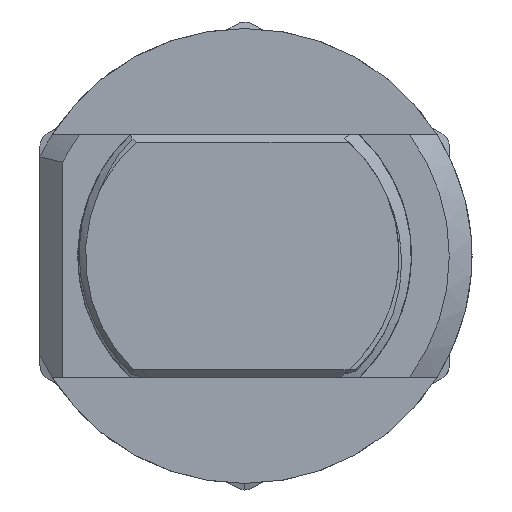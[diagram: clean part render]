
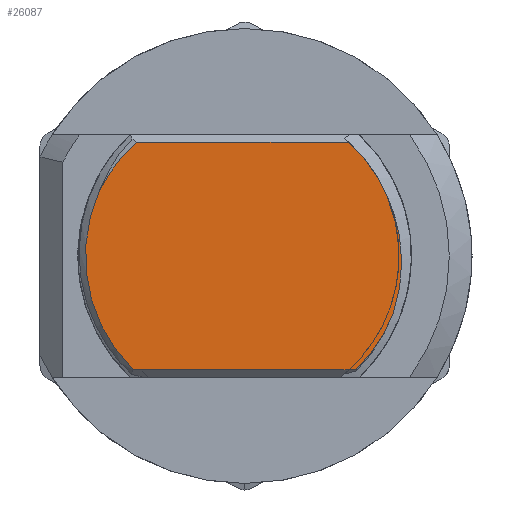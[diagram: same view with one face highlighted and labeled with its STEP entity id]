
A CAD part, left-side view. The second image highlights one B-rep face of the part: STEP entity #26087.
In plain terms, the highlighted planar face has unit normal (-1, 0, 0).
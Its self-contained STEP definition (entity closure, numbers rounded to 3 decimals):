
#53 = VECTOR ( 'NONE', #15255, 1000. ) ;
#1236 = CARTESIAN_POINT ( 'NONE',  ( -43., 11., 0. ) ) ;
#1399 = VERTEX_POINT ( 'NONE', #66353 ) ;
#1681 = CARTESIAN_POINT ( 'NONE',  ( -43., -9.271, 4.242 ) ) ;
#1724 = EDGE_LOOP ( 'NONE', ( #30111, #4029, #64081, #23805, #20157, #14958, #3306 ) ) ;
#3306 = ORIENTED_EDGE ( 'NONE', *, *, #72397, .T. ) ;
#3623 = CARTESIAN_POINT ( 'NONE',  ( -43., 7.348, -7.5 ) ) ;
#4029 = ORIENTED_EDGE ( 'NONE', *, *, #68801, .T. ) ;
#4286 = EDGE_CURVE ( 'NONE', #19761, #58397, #9630, .T. ) ;
#5997 = CARTESIAN_POINT ( 'NONE',  ( -43., -6.895, 7.5 ) ) ;
#9630 = LINE ( 'NONE', #60706, #53 ) ;
#13173 = CARTESIAN_POINT ( 'NONE',  ( -43., -10.297, 0.775 ) ) ;
#13551 = CARTESIAN_POINT ( 'NONE',  ( -43., -10.218, -2.14 ) ) ;
#13914 = CARTESIAN_POINT ( 'NONE',  ( -43., -10.009, -3.101 ) ) ;
#14051 = CARTESIAN_POINT ( 'NONE',  ( -43., -7.914, 6.427 ) ) ;
#14757 = VECTOR ( 'NONE', #68222, 1000. ) ;
#14958 = ORIENTED_EDGE ( 'NONE', *, *, #24953, .T. ) ;
#15255 = DIRECTION ( 'NONE',  ( 0., 1., 0. ) ) ;
#16812 = CARTESIAN_POINT ( 'NONE',  ( -43., 7.118, 7.5 ) ) ;
#17252 = CARTESIAN_POINT ( 'NONE',  ( -43., 9.574, 4.31 ) ) ;
#18501 = DIRECTION ( 'NONE',  ( 0., 0., 1. ) ) ;
#19396 = CARTESIAN_POINT ( 'NONE',  ( -43., 8.919, 5.48 ) ) ;
#19761 = VERTEX_POINT ( 'NONE', #5997 ) ;
#20157 = ORIENTED_EDGE ( 'NONE', *, *, #53113, .T. ) ;
#21306 = CARTESIAN_POINT ( 'NONE',  ( -43., -7.348, -7.5 ) ) ;
#21338 = B_SPLINE_CURVE_WITH_KNOTS ( 'NONE', 3,
 ( #16812, #39718, #59945, #19396, #31028, #70111 ),
 .UNSPECIFIED., .F., .F.,
 ( 4, 2, 4 ),
 ( 0., 0.002, 0.004 ),
 .UNSPECIFIED. ) ;
#21916 = CIRCLE ( 'NONE', #73488, 10.5 ) ;
#23412 = PLANE ( 'NONE',  #66470 ) ;
#23805 = ORIENTED_EDGE ( 'NONE', *, *, #4286, .T. ) ;
#24592 = CARTESIAN_POINT ( 'NONE',  ( -43., -6.895, 7.5 ) ) ;
#24953 = EDGE_CURVE ( 'NONE', #69337, #38124, #37676, .T. ) ;
#26087 = ADVANCED_FACE ( 'NONE', ( #67766 ), #23412, .T. ) ;
#28359 = VERTEX_POINT ( 'NONE', #21306 ) ;
#30015 = CARTESIAN_POINT ( 'NONE',  ( -43., 0., 0. ) ) ;
#30111 = ORIENTED_EDGE ( 'NONE', *, *, #50153, .T. ) ;
#30459 = CARTESIAN_POINT ( 'NONE',  ( -43., -9.413, 3.899 ) ) ;
#30592 = CARTESIAN_POINT ( 'NONE',  ( -43., -7.169, 7.249 ) ) ;
#30955 = CARTESIAN_POINT ( 'NONE',  ( -43., -7.428, 6.982 ) ) ;
#31028 = CARTESIAN_POINT ( 'NONE',  ( -43., 9.275, 4.91 ) ) ;
#36823 = CARTESIAN_POINT ( 'NONE',  ( -43., -10.138, 1.743 ) ) ;
#37191 = CARTESIAN_POINT ( 'NONE',  ( -43., -10.158, -2.463 ) ) ;
#37676 = CIRCLE ( 'NONE', #68888, 10.5 ) ;
#38124 = VERTEX_POINT ( 'NONE', #3623 ) ;
#39718 = CARTESIAN_POINT ( 'NONE',  ( -43., 7.629, 7.051 ) ) ;
#40449 = B_SPLINE_CURVE_WITH_KNOTS ( 'NONE', 3,
 ( #65007, #47344, #13914, #37191, #13551, #71017, #48829, #64622, #13173, #71384, #36823, #48463, #58998, #30459 ),
 .UNSPECIFIED., .F., .F.,
 ( 4, 2, 2, 2, 2, 2, 4 ),
 ( 0.004, 0.005, 0.006, 0.008, 0.009, 0.01, 0.012 ),
 .UNSPECIFIED. ) ;
#41848 = CARTESIAN_POINT ( 'NONE',  ( -43., -8.366, 5.849 ) ) ;
#42604 = CARTESIAN_POINT ( 'NONE',  ( -43., -9.413, 3.899 ) ) ;
#43583 = CARTESIAN_POINT ( 'NONE',  ( -43., 7.118, 7.5 ) ) ;
#47344 = CARTESIAN_POINT ( 'NONE',  ( -43., -9.921, -3.415 ) ) ;
#48463 = CARTESIAN_POINT ( 'NONE',  ( -43., -9.904, 2.689 ) ) ;
#48829 = CARTESIAN_POINT ( 'NONE',  ( -43., -10.378, -0.527 ) ) ;
#48966 = CARTESIAN_POINT ( 'NONE',  ( -43., -8.754, 5.224 ) ) ;
#49186 = CARTESIAN_POINT ( 'NONE',  ( -43., -9.413, 3.899 ) ) ;
#50153 = EDGE_CURVE ( 'NONE', #28359, #1399, #21916, .T. ) ;
#52065 = DIRECTION ( 'NONE',  ( -1., 0., 0. ) ) ;
#53113 = EDGE_CURVE ( 'NONE', #58397, #69337, #21338, .T. ) ;
#53320 = DIRECTION ( 'NONE',  ( -1., 0., 0. ) ) ;
#54244 = CARTESIAN_POINT ( 'NONE',  ( -43., -9.11, 4.577 ) ) ;
#55853 = CARTESIAN_POINT ( 'NONE',  ( -43., -7.55, -7.5 ) ) ;
#58017 = EDGE_CURVE ( 'NONE', #67722, #19761, #69524, .T. ) ;
#58397 = VERTEX_POINT ( 'NONE', #43583 ) ;
#58936 = DIRECTION ( 'NONE',  ( 0., 0., 1. ) ) ;
#58998 = CARTESIAN_POINT ( 'NONE',  ( -43., -9.689, 3.303 ) ) ;
#59945 = CARTESIAN_POINT ( 'NONE',  ( -43., 8.091, 6.557 ) ) ;
#60706 = CARTESIAN_POINT ( 'NONE',  ( -43., 7.55, 7.5 ) ) ;
#60735 = LINE ( 'NONE', #55853, #14757 ) ;
#63681 = CARTESIAN_POINT ( 'NONE',  ( -43., 0., 0. ) ) ;
#64081 = ORIENTED_EDGE ( 'NONE', *, *, #58017, .T. ) ;
#64622 = CARTESIAN_POINT ( 'NONE',  ( -43., -10.329, 0.448 ) ) ;
#65007 = CARTESIAN_POINT ( 'NONE',  ( -43., -9.818, -3.722 ) ) ;
#66353 = CARTESIAN_POINT ( 'NONE',  ( -43., -9.818, -3.722 ) ) ;
#66470 = AXIS2_PLACEMENT_3D ( 'NONE', #1236, #69968, #18501 ) ;
#67722 = VERTEX_POINT ( 'NONE', #49186 ) ;
#67766 = FACE_OUTER_BOUND ( 'NONE', #1724, .T. ) ;
#68222 = DIRECTION ( 'NONE',  ( 0., -1., 0. ) ) ;
#68606 = DIRECTION ( 'NONE',  ( 0., 0., 1. ) ) ;
#68801 = EDGE_CURVE ( 'NONE', #1399, #67722, #40449, .T. ) ;
#68888 = AXIS2_PLACEMENT_3D ( 'NONE', #30015, #53320, #58936 ) ;
#69337 = VERTEX_POINT ( 'NONE', #17252 ) ;
#69524 = B_SPLINE_CURVE_WITH_KNOTS ( 'NONE', 3,
 ( #42604, #1681, #54244, #48966, #41848, #14051, #30955, #30592, #24592 ),
 .UNSPECIFIED., .F., .F.,
 ( 4, 2, 1, 2, 4 ),
 ( 0., 0.001, 0.002, 0.003, 0.004 ),
 .UNSPECIFIED. ) ;
#69968 = DIRECTION ( 'NONE',  ( -1., 0., 0. ) ) ;
#70111 = CARTESIAN_POINT ( 'NONE',  ( -43., 9.574, 4.31 ) ) ;
#71017 = CARTESIAN_POINT ( 'NONE',  ( -43., -10.349, -1.174 ) ) ;
#71384 = CARTESIAN_POINT ( 'NONE',  ( -43., -10.201, 1.423 ) ) ;
#72397 = EDGE_CURVE ( 'NONE', #38124, #28359, #60735, .T. ) ;
#73488 = AXIS2_PLACEMENT_3D ( 'NONE', #63681, #52065, #68606 ) ;
